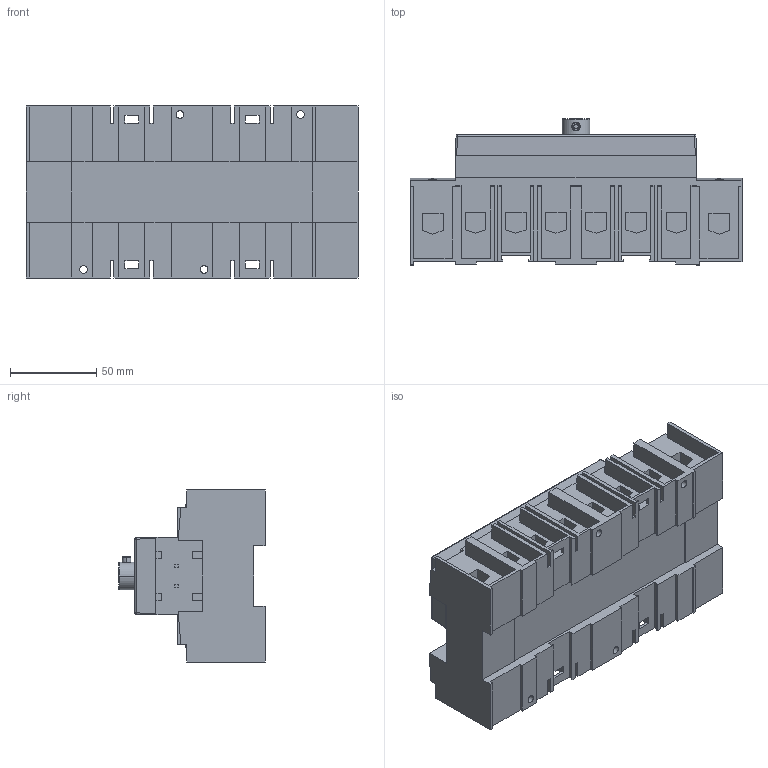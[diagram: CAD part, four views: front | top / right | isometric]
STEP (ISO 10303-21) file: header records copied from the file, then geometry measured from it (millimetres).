
FILE_DESCRIPTION((''),'2;1');
FILE_NAME('OT100-125F4C','2024-06-03T07:30:43',('FIRARAN'),(''),'CREO PARAMETRIC BY PTC INC, 2022364','CREO PARAMETRIC BY PTC INC, 2022364','');
FILE_SCHEMA(('AUTOMOTIVE_DESIGN { 1 0 10303 214 1 1 1 1 }'));
Length unit declared in the file: millimetre
Products named in the file (1): OT100-125F4C
Bounding box: 193 x 84.9 x 100 mm (x, y, z)
Volume: 352.6 mm3; surface area: 127477.6 mm2
Topology: 8 solids, 18 shells, 619 faces, 1994 edges, 1634 vertices
Faces by surface type: plane 520, cylinder 79, cone 16, sphere 4
Entity records: 30727 total; most frequent: CARTESIAN_POINT 7603, ORIENTED_EDGE 3341, DIRECTION 3058, PRESENTATION_STYLE_ASSIGNMENT 1940, STYLED_ITEM 1940, CURVE_STYLE 1874, EDGE_CURVE 1766, VECTOR 1593
